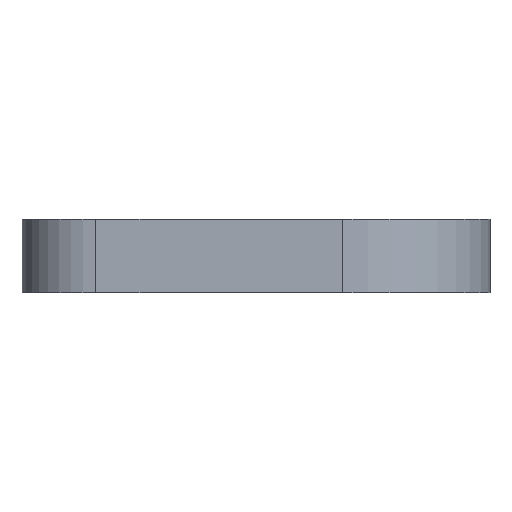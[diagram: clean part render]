
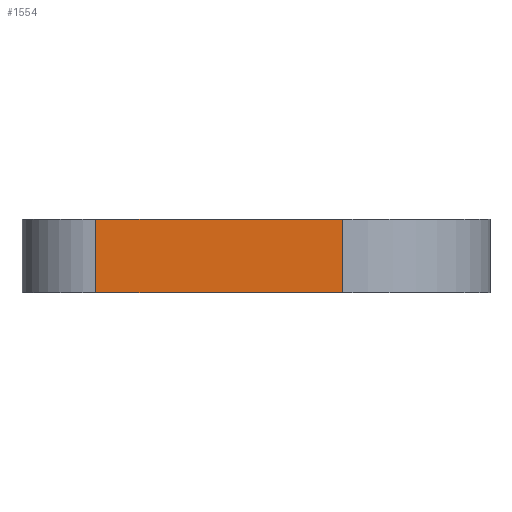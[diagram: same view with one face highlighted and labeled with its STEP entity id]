
A CAD part, left-side view. The second image highlights one B-rep face of the part: STEP entity #1554.
In plain terms, the highlighted planar face has unit normal (-1, 0, 0).
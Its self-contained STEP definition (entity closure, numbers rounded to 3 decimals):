
#183=FACE_OUTER_BOUND('',#260,.T.);
#260=EDGE_LOOP('',(#1269,#1270,#1271,#1272));
#435=LINE('',#2577,#602);
#436=LINE('',#2580,#603);
#437=LINE('',#2582,#604);
#438=LINE('',#2583,#605);
#602=VECTOR('',#2120,10.);
#603=VECTOR('',#2123,10.);
#604=VECTOR('',#2124,10.);
#605=VECTOR('',#2125,10.);
#752=VERTEX_POINT('',#2573);
#753=VERTEX_POINT('',#2575);
#754=VERTEX_POINT('',#2579);
#755=VERTEX_POINT('',#2581);
#973=EDGE_CURVE('',#752,#753,#435,.T.);
#974=EDGE_CURVE('',#752,#754,#436,.T.);
#975=EDGE_CURVE('',#755,#753,#437,.T.);
#976=EDGE_CURVE('',#754,#755,#438,.T.);
#1269=ORIENTED_EDGE('',*,*,#974,.F.);
#1270=ORIENTED_EDGE('',*,*,#973,.T.);
#1271=ORIENTED_EDGE('',*,*,#975,.F.);
#1272=ORIENTED_EDGE('',*,*,#976,.F.);
#1479=PLANE('',#1699);
#1554=ADVANCED_FACE('',(#183),#1479,.T.);
#1699=AXIS2_PLACEMENT_3D('',#2578,#2121,#2122);
#2120=DIRECTION('',(0.,0.,1.));
#2121=DIRECTION('center_axis',(-1.,0.,0.));
#2122=DIRECTION('ref_axis',(0.,-1.,0.));
#2123=DIRECTION('',(0.,1.,0.));
#2124=DIRECTION('',(0.,-1.,0.));
#2125=DIRECTION('',(0.,0.,1.));
#2573=CARTESIAN_POINT('',(-16.,-9.018,0.));
#2575=CARTESIAN_POINT('',(-16.,-9.018,3.));
#2577=CARTESIAN_POINT('',(-16.,-9.018,0.));
#2578=CARTESIAN_POINT('Origin',(-16.,1.016,0.));
#2579=CARTESIAN_POINT('',(-16.,1.016,0.));
#2580=CARTESIAN_POINT('',(-16.,-9.018,0.));
#2581=CARTESIAN_POINT('',(-16.,1.016,3.));
#2582=CARTESIAN_POINT('',(-16.,-9.018,3.));
#2583=CARTESIAN_POINT('',(-16.,1.016,0.));
